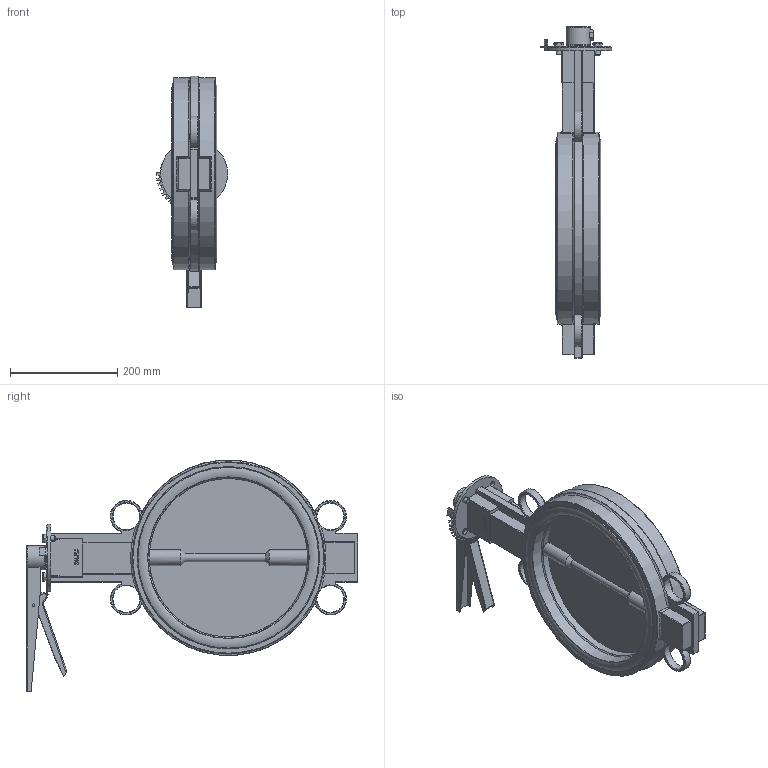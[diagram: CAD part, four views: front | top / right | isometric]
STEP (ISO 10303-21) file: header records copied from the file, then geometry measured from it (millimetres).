
FILE_DESCRIPTION(/* description */ (''),/* implementation_level */ '2;1');
FILE_NAME(/* name */ 'DN300_3D_STEP.stp',/* time_stamp */ '2023-12-26T16:49:06+03:00',/* author */ ('igorr'),/* organization */ (''),/* preprocessor_version */ 'ST-DEVELOPER v19.2',/* originating_system */ 'Autodesk Inventor 2023',/* authorisation */ '');
FILE_SCHEMA (('AUTOMOTIVE_DESIGN { 1 0 10303 214 3 1 1 }'));
Length unit declared in the file: millimetre
Products named in the file (10): Сборка2; Сборка; Деталь1; Деталь2; Сборка1; Деталь3; Деталь4; Деталь5; AS 1110 - M12 x 30; AS 1110 - M10 x 16
Assembly tree (10 placements, depth 3):
  Сборка2
    Сборка
      Деталь1
      Деталь2
    Сборка1
      Деталь3
      Деталь4
      Деталь5
      AS 1110 - M12 x 30
    AS 1110 - M10 x 16  x2
Bounding box: 133 x 618.64 x 431.86 mm (x, y, z)
Volume: 4010925.2 mm3; surface area: 730735.7 mm2
Topology: 8 solids, 8 shells, 585 faces, 1550 edges, 974 vertices
Faces by surface type: plane 260, cylinder 195, bspline 55, torus 38, cone 29, sphere 8
Full cylindrical faces by diameter (mm): 3 x1, 5 x5, 10 x4, 12 x5, 16 x2, 18 x1, 45 x1, 50 x4, 125 x1, 295.484 x1, 300 x2, 338.167 x2, 340 x2, 358 x2
Entity records: 20250 total; most frequent: CARTESIAN_POINT 5508, ORIENTED_EDGE 2970, DIRECTION 2853, EDGE_CURVE 1485, AXIS2_PLACEMENT_3D 1032, VERTEX_POINT 944, LINE 789, VECTOR 789
